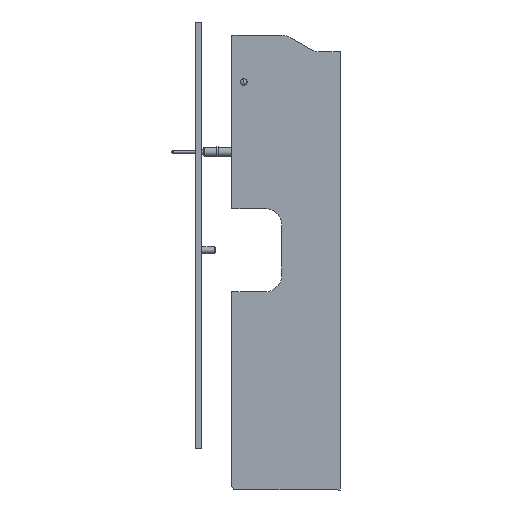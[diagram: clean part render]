
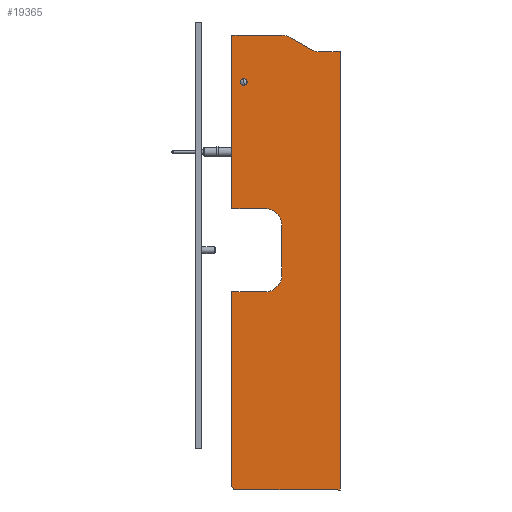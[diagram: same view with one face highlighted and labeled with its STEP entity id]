
A CAD part, left-side view. The second image highlights one B-rep face of the part: STEP entity #19365.
In plain terms, the highlighted face is planar.
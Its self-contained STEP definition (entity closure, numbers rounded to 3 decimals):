
#414 = LINE ( 'NONE', #990, #957 ) ;
#586 = CARTESIAN_POINT ( 'NONE',  ( 5., 65., -32.5 ) ) ;
#885 = CARTESIAN_POINT ( 'NONE',  ( 5., 65., -136.5 ) ) ;
#957 = VECTOR ( 'NONE', #9415, 1000. ) ;
#990 = CARTESIAN_POINT ( 'NONE',  ( 5., 65., 17.5 ) ) ;
#1049 = DIRECTION ( 'NONE',  ( -1., 0., 0. ) ) ;
#1098 = DIRECTION ( 'NONE',  ( 0., -0.866, 0.5 ) ) ;
#1222 = LINE ( 'NONE', #9017, #7503 ) ;
#1228 = CARTESIAN_POINT ( 'NONE',  ( 5., 45., 17.5 ) ) ;
#1487 = DIRECTION ( 'NONE',  ( 0., 0., 1. ) ) ;
#1763 = CARTESIAN_POINT ( 'NONE',  ( 5., 57.9, -106.5 ) ) ;
#1880 = VERTEX_POINT ( 'NONE', #17347 ) ;
#2129 = ORIENTED_EDGE ( 'NONE', *, *, #10176, .F. ) ;
#2435 = EDGE_CURVE ( 'NONE', #17779, #19601, #7138, .T. ) ;
#2498 = ORIENTED_EDGE ( 'NONE', *, *, #22158, .F. ) ;
#2529 = FACE_BOUND ( 'NONE', #21331, .T. ) ;
#2615 = CARTESIAN_POINT ( 'NONE',  ( 5., 65., -136.5 ) ) ;
#2628 = EDGE_CURVE ( 'NONE', #5825, #9419, #14615, .T. ) ;
#2752 = DIRECTION ( 'NONE',  ( 0., 0., 1. ) ) ;
#2776 = LINE ( 'NONE', #885, #7156 ) ;
#3047 = ORIENTED_EDGE ( 'NONE', *, *, #15591, .T. ) ;
#3143 = PLANE ( 'NONE',  #14226 ) ;
#3277 = VECTOR ( 'NONE', #21047, 1000. ) ;
#3280 = DIRECTION ( 'NONE',  ( 1., 0., 0. ) ) ;
#3315 = EDGE_CURVE ( 'NONE', #10202, #21111, #2776, .T. ) ;
#3910 = CARTESIAN_POINT ( 'NONE',  ( 5., 65., 134.5 ) ) ;
#4553 = ORIENTED_EDGE ( 'NONE', *, *, #21922, .F. ) ;
#4631 = CARTESIAN_POINT ( 'NONE',  ( 5., 0., -126.5 ) ) ;
#5012 = ORIENTED_EDGE ( 'NONE', *, *, #5132, .F. ) ;
#5030 = VERTEX_POINT ( 'NONE', #1228 ) ;
#5132 = EDGE_CURVE ( 'NONE', #17779, #18406, #9992, .T. ) ;
#5364 = AXIS2_PLACEMENT_3D ( 'NONE', #6939, #10292, #22384 ) ;
#5387 = DIRECTION ( 'NONE',  ( 0., -1., 0. ) ) ;
#5544 = ORIENTED_EDGE ( 'NONE', *, *, #19255, .T. ) ;
#5593 = ORIENTED_EDGE ( 'NONE', *, *, #12801, .T. ) ;
#5819 = CARTESIAN_POINT ( 'NONE',  ( 5., 12.321, -126.5 ) ) ;
#5825 = VERTEX_POINT ( 'NONE', #1763 ) ;
#5941 = DIRECTION ( 'NONE',  ( 0., -0.5, 0.866 ) ) ;
#6216 = DIRECTION ( 'NONE',  ( 0., -1., 0. ) ) ;
#6521 = VECTOR ( 'NONE', #5387, 1000. ) ;
#6646 = CARTESIAN_POINT ( 'NONE',  ( 5., 35., -136.5 ) ) ;
#6734 = ORIENTED_EDGE ( 'NONE', *, *, #3315, .F. ) ;
#6819 = LINE ( 'NONE', #12854, #13759 ) ;
#6939 = CARTESIAN_POINT ( 'NONE',  ( 5., 45., 7.5 ) ) ;
#6946 = ORIENTED_EDGE ( 'NONE', *, *, #18491, .F. ) ;
#7138 = CIRCLE ( 'NONE', #7270, 10. ) ;
#7156 = VECTOR ( 'NONE', #6216, 1000. ) ;
#7270 = AXIS2_PLACEMENT_3D ( 'NONE', #14307, #17871, #16122 ) ;
#7488 = VECTOR ( 'NONE', #5941, 1000. ) ;
#7503 = VECTOR ( 'NONE', #13945, 1000. ) ;
#7983 = CARTESIAN_POINT ( 'NONE',  ( 5., 30., -135.16 ) ) ;
#8265 = FACE_OUTER_BOUND ( 'NONE', #11481, .T. ) ;
#8295 = VERTEX_POINT ( 'NONE', #16741 ) ;
#8445 = CARTESIAN_POINT ( 'NONE',  ( 5., 0., 136.5 ) ) ;
#8825 = LINE ( 'NONE', #3910, #7488 ) ;
#9017 = CARTESIAN_POINT ( 'NONE',  ( 5., 35., 7.5 ) ) ;
#9415 = DIRECTION ( 'NONE',  ( 0., -1., 0. ) ) ;
#9419 = VERTEX_POINT ( 'NONE', #13299 ) ;
#9992 = LINE ( 'NONE', #21022, #6521 ) ;
#10009 = CIRCLE ( 'NONE', #12980, 10. ) ;
#10051 = VECTOR ( 'NONE', #15259, 1000. ) ;
#10176 = EDGE_CURVE ( 'NONE', #20774, #10202, #6819, .T. ) ;
#10202 = VERTEX_POINT ( 'NONE', #2615 ) ;
#10263 = CARTESIAN_POINT ( 'NONE',  ( 5., 65., 136.5 ) ) ;
#10292 = DIRECTION ( 'NONE',  ( 1., 0., 0. ) ) ;
#10888 = LINE ( 'NONE', #21198, #3277 ) ;
#11156 = ORIENTED_EDGE ( 'NONE', *, *, #14101, .F. ) ;
#11190 = CARTESIAN_POINT ( 'NONE',  ( 5., 35., 7.5 ) ) ;
#11308 = EDGE_CURVE ( 'NONE', #19813, #1880, #1222, .T. ) ;
#11427 = CARTESIAN_POINT ( 'NONE',  ( 5., 57.9, -108.5 ) ) ;
#11481 = EDGE_LOOP ( 'NONE', ( #2498, #3047, #6734, #2129, #12367, #11156, #21314, #4553, #6946, #21588, #21036, #5593, #13734, #5012, #18964 ) ) ;
#11595 = AXIS2_PLACEMENT_3D ( 'NONE', #13649, #3280, #18856 ) ;
#11832 = VERTEX_POINT ( 'NONE', #11855 ) ;
#11855 = CARTESIAN_POINT ( 'NONE',  ( 5., 45., -32.5 ) ) ;
#11932 = DIRECTION ( 'NONE',  ( 0., 0., -1. ) ) ;
#12367 = ORIENTED_EDGE ( 'NONE', *, *, #15626, .F. ) ;
#12635 = CARTESIAN_POINT ( 'NONE',  ( 5., 0., 136.5 ) ) ;
#12801 = EDGE_CURVE ( 'NONE', #8295, #15463, #10888, .T. ) ;
#12825 = CIRCLE ( 'NONE', #11595, 10. ) ;
#12854 = CARTESIAN_POINT ( 'NONE',  ( 5., 65., 136.5 ) ) ;
#12980 = AXIS2_PLACEMENT_3D ( 'NONE', #13070, #16652, #13006 ) ;
#13006 = DIRECTION ( 'NONE',  ( 0., 0., -1. ) ) ;
#13053 = EDGE_CURVE ( 'NONE', #15463, #18406, #14048, .T. ) ;
#13070 = CARTESIAN_POINT ( 'NONE',  ( 5., 45., -22.5 ) ) ;
#13133 = DIRECTION ( 'NONE',  ( 0., 0., 1. ) ) ;
#13216 = LINE ( 'NONE', #20452, #20232 ) ;
#13299 = CARTESIAN_POINT ( 'NONE',  ( 5., 57.9, -110.5 ) ) ;
#13511 = VERTEX_POINT ( 'NONE', #7983 ) ;
#13649 = CARTESIAN_POINT ( 'NONE',  ( 5., 35., -126.5 ) ) ;
#13718 = DIRECTION ( 'NONE',  ( 0., 1., 0. ) ) ;
#13734 = ORIENTED_EDGE ( 'NONE', *, *, #13053, .T. ) ;
#13759 = VECTOR ( 'NONE', #21613, 1000. ) ;
#13945 = DIRECTION ( 'NONE',  ( 0., 0., -1. ) ) ;
#14048 = LINE ( 'NONE', #8445, #10051 ) ;
#14101 = EDGE_CURVE ( 'NONE', #1880, #11832, #10009, .T. ) ;
#14205 = EDGE_CURVE ( 'NONE', #20115, #19318, #13216, .T. ) ;
#14226 = AXIS2_PLACEMENT_3D ( 'NONE', #10263, #15369, #1487 ) ;
#14307 = CARTESIAN_POINT ( 'NONE',  ( 5., 12.321, -136.5 ) ) ;
#14615 = CIRCLE ( 'NONE', #17786, 2. ) ;
#14881 = EDGE_CURVE ( 'NONE', #20115, #8295, #8825, .T. ) ;
#14939 = VECTOR ( 'NONE', #1098, 1000. ) ;
#15259 = DIRECTION ( 'NONE',  ( 0., 0., -1. ) ) ;
#15369 = DIRECTION ( 'NONE',  ( -1., 0., 0. ) ) ;
#15463 = VERTEX_POINT ( 'NONE', #12635 ) ;
#15478 = VECTOR ( 'NONE', #13718, 1000. ) ;
#15591 = EDGE_CURVE ( 'NONE', #13511, #21111, #12825, .T. ) ;
#15626 = EDGE_CURVE ( 'NONE', #11832, #20774, #20363, .T. ) ;
#16122 = DIRECTION ( 'NONE',  ( 0., 0., 1. ) ) ;
#16558 = CARTESIAN_POINT ( 'NONE',  ( 5., 15., -126.5 ) ) ;
#16652 = DIRECTION ( 'NONE',  ( 1., 0., 0. ) ) ;
#16741 = CARTESIAN_POINT ( 'NONE',  ( 5., 63.845, 136.5 ) ) ;
#17209 = ORIENTED_EDGE ( 'NONE', *, *, #2628, .T. ) ;
#17347 = CARTESIAN_POINT ( 'NONE',  ( 5., 35., -22.5 ) ) ;
#17779 = VERTEX_POINT ( 'NONE', #5819 ) ;
#17786 = AXIS2_PLACEMENT_3D ( 'NONE', #21755, #18314, #2752 ) ;
#17871 = DIRECTION ( 'NONE',  ( -1., 0., 0. ) ) ;
#18314 = DIRECTION ( 'NONE',  ( -1., 0., 0. ) ) ;
#18406 = VERTEX_POINT ( 'NONE', #4631 ) ;
#18491 = EDGE_CURVE ( 'NONE', #19318, #5030, #414, .T. ) ;
#18761 = CIRCLE ( 'NONE', #5364, 10. ) ;
#18856 = DIRECTION ( 'NONE',  ( 0., 0., 1. ) ) ;
#18964 = ORIENTED_EDGE ( 'NONE', *, *, #2435, .T. ) ;
#19255 = EDGE_CURVE ( 'NONE', #9419, #5825, #21484, .T. ) ;
#19318 = VERTEX_POINT ( 'NONE', #20607 ) ;
#19365 = ADVANCED_FACE ( 'NONE', ( #2529, #8265 ), #3143, .F. ) ;
#19551 = LINE ( 'NONE', #16558, #14939 ) ;
#19601 = VERTEX_POINT ( 'NONE', #20029 ) ;
#19813 = VERTEX_POINT ( 'NONE', #11190 ) ;
#20015 = CARTESIAN_POINT ( 'NONE',  ( 5., 65., 134.5 ) ) ;
#20029 = CARTESIAN_POINT ( 'NONE',  ( 5., 17.321, -127.84 ) ) ;
#20115 = VERTEX_POINT ( 'NONE', #20015 ) ;
#20232 = VECTOR ( 'NONE', #11932, 1000. ) ;
#20363 = LINE ( 'NONE', #22364, #15478 ) ;
#20452 = CARTESIAN_POINT ( 'NONE',  ( 5., 65., 136.5 ) ) ;
#20607 = CARTESIAN_POINT ( 'NONE',  ( 5., 65., 17.5 ) ) ;
#20774 = VERTEX_POINT ( 'NONE', #586 ) ;
#21022 = CARTESIAN_POINT ( 'NONE',  ( 5., 0., -126.5 ) ) ;
#21036 = ORIENTED_EDGE ( 'NONE', *, *, #14881, .T. ) ;
#21047 = DIRECTION ( 'NONE',  ( 0., -1., 0. ) ) ;
#21111 = VERTEX_POINT ( 'NONE', #6646 ) ;
#21198 = CARTESIAN_POINT ( 'NONE',  ( 5., 65., 136.5 ) ) ;
#21314 = ORIENTED_EDGE ( 'NONE', *, *, #11308, .F. ) ;
#21331 = EDGE_LOOP ( 'NONE', ( #17209, #5544 ) ) ;
#21484 = CIRCLE ( 'NONE', #21657, 2. ) ;
#21588 = ORIENTED_EDGE ( 'NONE', *, *, #14205, .F. ) ;
#21613 = DIRECTION ( 'NONE',  ( 0., 0., -1. ) ) ;
#21657 = AXIS2_PLACEMENT_3D ( 'NONE', #11427, #1049, #13133 ) ;
#21755 = CARTESIAN_POINT ( 'NONE',  ( 5., 57.9, -108.5 ) ) ;
#21922 = EDGE_CURVE ( 'NONE', #5030, #19813, #18761, .T. ) ;
#22158 = EDGE_CURVE ( 'NONE', #13511, #19601, #19551, .T. ) ;
#22364 = CARTESIAN_POINT ( 'NONE',  ( 5., 65., -32.5 ) ) ;
#22384 = DIRECTION ( 'NONE',  ( 0., 0., -1. ) ) ;
